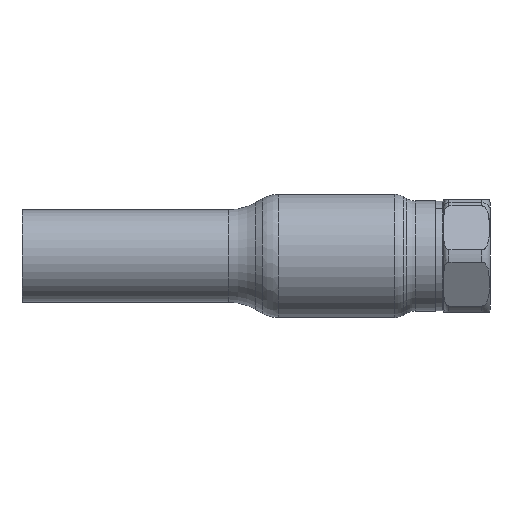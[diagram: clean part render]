
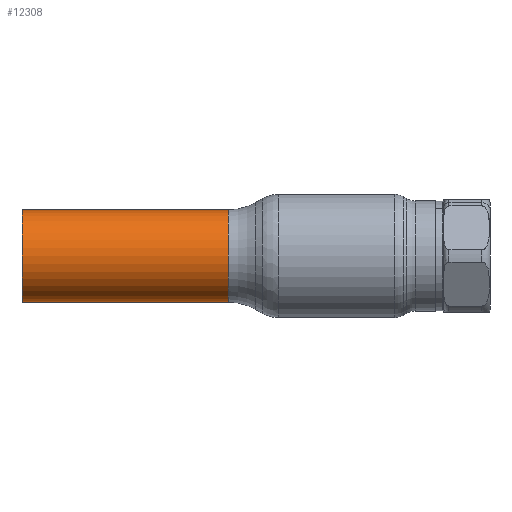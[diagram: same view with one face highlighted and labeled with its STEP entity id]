
A CAD part, front view. The second image highlights one B-rep face of the part: STEP entity #12308.
In plain terms, the highlighted cylindrical face has radius 16.85 mm (diameter 33.7 mm), a partial arc.
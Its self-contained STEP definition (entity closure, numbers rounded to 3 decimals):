
#2152 = DIRECTION ( 'NONE',  ( -1., 0., 0. ) ) ;
#3896 = DIRECTION ( 'NONE',  ( -1., 0., 0. ) ) ;
#4440 = LINE ( 'NONE', #26794, #15186 ) ;
#5967 = ORIENTED_EDGE ( 'NONE', *, *, #16428, .F. ) ;
#8511 = CIRCLE ( 'NONE', #16076, 16.85 ) ;
#12308 = ADVANCED_FACE ( 'NONE', ( #17591 ), #44737, .T. ) ;
#15186 = VECTOR ( 'NONE', #36323, 1000. ) ;
#16076 = AXIS2_PLACEMENT_3D ( 'NONE', #36305, #49758, #50626 ) ;
#16428 = EDGE_CURVE ( 'NONE', #27037, #34928, #21094, .T. ) ;
#16989 = CARTESIAN_POINT ( 'NONE',  ( -62.69, 0., 0. ) ) ;
#17271 = CARTESIAN_POINT ( 'NONE',  ( -115., 0., 16.85 ) ) ;
#17591 = FACE_OUTER_BOUND ( 'NONE', #36738, .T. ) ;
#19422 = DIRECTION ( 'NONE',  ( 0., 0., 1. ) ) ;
#21094 = CIRCLE ( 'NONE', #54458, 16.85 ) ;
#22845 = ORIENTED_EDGE ( 'NONE', *, *, #23155, .T. ) ;
#23155 = EDGE_CURVE ( 'NONE', #41517, #49928, #8511, .T. ) ;
#26794 = CARTESIAN_POINT ( 'NONE',  ( -62.69, 0., 16.85 ) ) ;
#27037 = VERTEX_POINT ( 'NONE', #41272 ) ;
#27220 = DIRECTION ( 'NONE',  ( -1., 0., 0. ) ) ;
#34928 = VERTEX_POINT ( 'NONE', #17271 ) ;
#35076 = CARTESIAN_POINT ( 'NONE',  ( -39.645, 0., 16.85 ) ) ;
#35314 = ORIENTED_EDGE ( 'NONE', *, *, #43390, .F. ) ;
#36305 = CARTESIAN_POINT ( 'NONE',  ( -39.645, 0., 0. ) ) ;
#36323 = DIRECTION ( 'NONE',  ( -1., 0., 0. ) ) ;
#36738 = EDGE_LOOP ( 'NONE', ( #35314, #22845, #46481, #5967 ) ) ;
#40635 = AXIS2_PLACEMENT_3D ( 'NONE', #16989, #3896, #58771 ) ;
#40701 = CARTESIAN_POINT ( 'NONE',  ( -39.645, 0., -16.85 ) ) ;
#41272 = CARTESIAN_POINT ( 'NONE',  ( -115., 0., -16.85 ) ) ;
#41517 = VERTEX_POINT ( 'NONE', #40701 ) ;
#41817 = LINE ( 'NONE', #55538, #46810 ) ;
#43390 = EDGE_CURVE ( 'NONE', #41517, #27037, #41817, .T. ) ;
#44737 = CYLINDRICAL_SURFACE ( 'NONE', #40635, 16.85 ) ;
#46481 = ORIENTED_EDGE ( 'NONE', *, *, #55293, .T. ) ;
#46810 = VECTOR ( 'NONE', #27220, 1000. ) ;
#49758 = DIRECTION ( 'NONE',  ( -1., 0., 0. ) ) ;
#49928 = VERTEX_POINT ( 'NONE', #35076 ) ;
#50626 = DIRECTION ( 'NONE',  ( 0., 0., 1. ) ) ;
#52514 = CARTESIAN_POINT ( 'NONE',  ( -115., 0., 0. ) ) ;
#54458 = AXIS2_PLACEMENT_3D ( 'NONE', #52514, #2152, #19422 ) ;
#55293 = EDGE_CURVE ( 'NONE', #49928, #34928, #4440, .T. ) ;
#55538 = CARTESIAN_POINT ( 'NONE',  ( -62.69, 0., -16.85 ) ) ;
#58771 = DIRECTION ( 'NONE',  ( 0., 0., 1. ) ) ;
